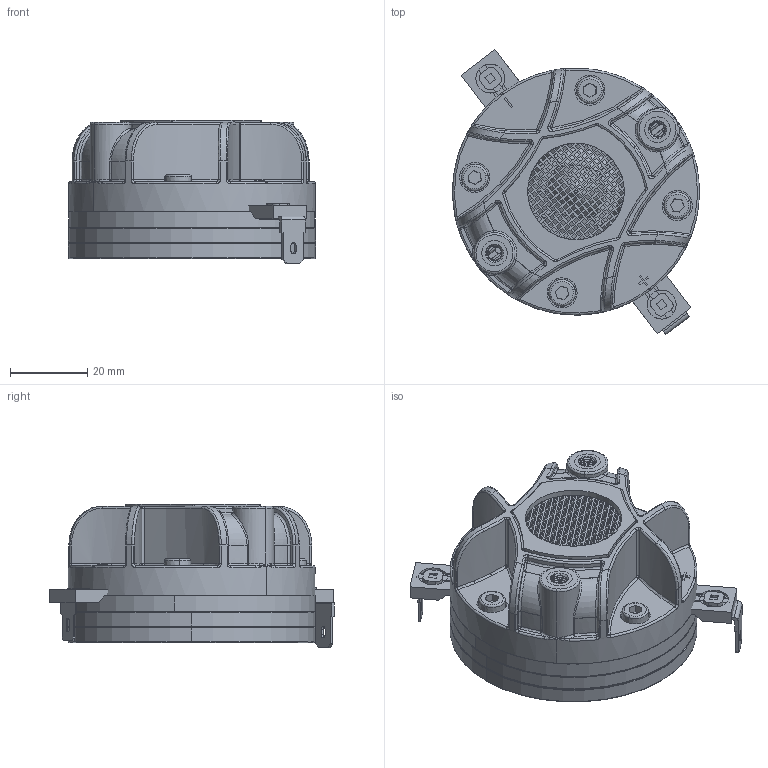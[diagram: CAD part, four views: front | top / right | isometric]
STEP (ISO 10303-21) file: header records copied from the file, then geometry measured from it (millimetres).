
FILE_DESCRIPTION (( 'STEP AP214' ), '1' );
FILE_NAME ('101NCDP Assy 3D.STEP', '2024-05-28T05:54:53', ( '' ), ( '' ), 'SwSTEP 2.0', 'SolidWorks 2021', '' );
FILE_SCHEMA (( 'AUTOMOTIVE_DESIGN' ));
Length unit declared in the file: millimetre
Products named in the file (14): voice coil; glue layer; 101NCD Back cover-REDCATT; T-Yoke; 6.35×0.8 terminal; 160-P160-00 EVA2; Mesh; M4-10 Screw; Plate; 101NCD Plastic carrier; 101NCDP Assy 3D; Dome-PEI; Magnet; 4.8×0.5 terminal
Assembly tree (17 placements, depth 2):
  101NCDP Assy 3D
    T-Yoke
    glue layer  x2
    Magnet
    Plate
    voice coil
    Dome-PEI
    M4-10 Screw  x4
    101NCD Plastic carrier
    Mesh
    4.8×0.5 terminal
    6.35×0.8 terminal
    101NCD Back cover-REDCATT
    160-P160-00 EVA2
Bounding box: 64 x 73.79 x 37.06 mm (x, y, z)
Volume: 66799.6 mm3; surface area: 60990.8 mm2
Topology: 19 solids, 19 shells, 2674 faces, 7191 edges, 4525 vertices
Faces by surface type: plane 1404, cylinder 486, bspline 361, torus 223, sphere 136, cone 64
Entity records: 103406 total; most frequent: CARTESIAN_POINT 39830, ORIENTED_EDGE 13586, DIRECTION 11845, EDGE_CURVE 6793, VERTEX_POINT 4297, VECTOR 4205, LINE 4205, AXIS2_PLACEMENT_3D 3820
